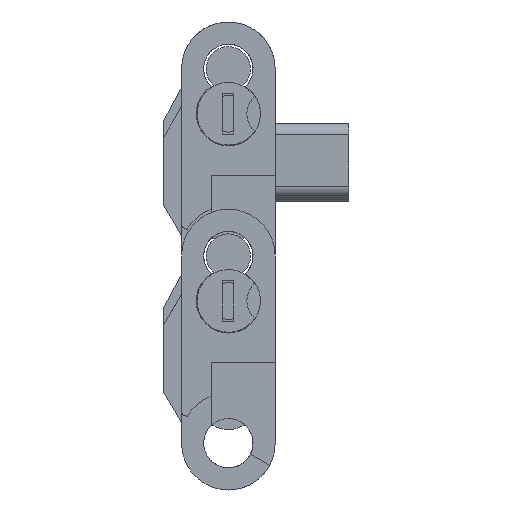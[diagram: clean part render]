
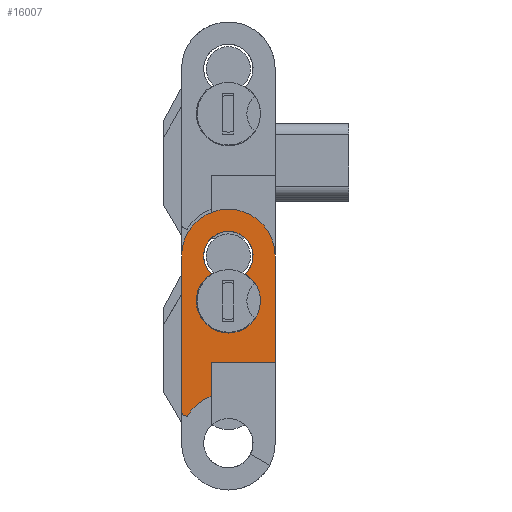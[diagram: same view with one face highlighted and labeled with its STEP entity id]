
A CAD part, left-side view. The second image highlights one B-rep face of the part: STEP entity #16007.
In plain terms, the highlighted face is planar.
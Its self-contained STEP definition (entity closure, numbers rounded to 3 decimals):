
#1654 = CARTESIAN_POINT ( 'NONE',  ( -8.305, 5.6, -254.8 ) ) ;
#2277 = CARTESIAN_POINT ( 'NONE',  ( -12.7, 0., -254.8 ) ) ;
#2374 = FACE_BOUND ( 'NONE', #15404, .T. ) ;
#2814 = VERTEX_POINT ( 'NONE', #43132 ) ;
#2938 = CARTESIAN_POINT ( 'NONE',  ( 9.055, 5.601, -254.8 ) ) ;
#3253 = VECTOR ( 'NONE', #16933, 1000. ) ;
#3265 = ORIENTED_EDGE ( 'NONE', *, *, #43457, .F. ) ;
#3418 = CIRCLE ( 'NONE', #28996, 3.35 ) ;
#4539 = AXIS2_PLACEMENT_3D ( 'NONE', #2277, #24860, #14169 ) ;
#4805 = CARTESIAN_POINT ( 'NONE',  ( -12.7, 0., -254.8 ) ) ;
#6091 = EDGE_CURVE ( 'NONE', #42594, #13583, #16547, .T. ) ;
#8021 = CARTESIAN_POINT ( 'NONE',  ( -10.281, -2.318, -254.8 ) ) ;
#9992 = CIRCLE ( 'NONE', #4539, 3.35 ) ;
#10035 = CARTESIAN_POINT ( 'NONE',  ( -16.05, 0., -254.8 ) ) ;
#10196 = DIRECTION ( 'NONE',  ( -1., 0., 0. ) ) ;
#10509 = DIRECTION ( 'NONE',  ( 1., 0., 0. ) ) ;
#12192 = VECTOR ( 'NONE', #29422, 1000. ) ;
#12217 = ORIENTED_EDGE ( 'NONE', *, *, #15865, .T. ) ;
#13028 = VERTEX_POINT ( 'NONE', #36629 ) ;
#13511 = CARTESIAN_POINT ( 'NONE',  ( -5.4, -6.35, -254.8 ) ) ;
#13583 = VERTEX_POINT ( 'NONE', #35535 ) ;
#14169 = DIRECTION ( 'NONE',  ( 1., 0., 0. ) ) ;
#15404 = EDGE_LOOP ( 'NONE', ( #16106, #20832, #12217 ) ) ;
#15865 = EDGE_CURVE ( 'NONE', #42080, #45542, #3418, .T. ) ;
#15998 = VECTOR ( 'NONE', #28318, 1000. ) ;
#16007 = ADVANCED_FACE ( 'NONE', ( #43163, #2374 ), #21315, .F. ) ;
#16106 = ORIENTED_EDGE ( 'NONE', *, *, #43125, .T. ) ;
#16547 = CIRCLE ( 'NONE', #19659, 6.35 ) ;
#16749 = ORIENTED_EDGE ( 'NONE', *, *, #20377, .F. ) ;
#16933 = DIRECTION ( 'NONE',  ( 1., 0., 0. ) ) ;
#17325 = CARTESIAN_POINT ( 'NONE',  ( 8.305, 6.35, -254.8 ) ) ;
#18165 = ORIENTED_EDGE ( 'NONE', *, *, #6091, .F. ) ;
#18738 = LINE ( 'NONE', #33521, #12192 ) ;
#18914 = AXIS2_PLACEMENT_3D ( 'NONE', #1654, #43396, #20351 ) ;
#18949 = DIRECTION ( 'NONE',  ( -1., 0., 0. ) ) ;
#19623 = DIRECTION ( 'NONE',  ( 0., 0., 1. ) ) ;
#19659 = AXIS2_PLACEMENT_3D ( 'NONE', #33808, #45238, #26777 ) ;
#19958 = EDGE_CURVE ( 'NONE', #35660, #42080, #9992, .T. ) ;
#20351 = DIRECTION ( 'NONE',  ( 1., 0., 0. ) ) ;
#20377 = EDGE_CURVE ( 'NONE', #28528, #42594, #22383, .T. ) ;
#20832 = ORIENTED_EDGE ( 'NONE', *, *, #19958, .T. ) ;
#21043 = LINE ( 'NONE', #13511, #15998 ) ;
#21315 = PLANE ( 'NONE',  #18914 ) ;
#21843 = AXIS2_PLACEMENT_3D ( 'NONE', #24043, #38818, #27912 ) ;
#22383 = LINE ( 'NONE', #37381, #37152 ) ;
#23258 = LINE ( 'NONE', #23746, #3253 ) ;
#23746 = CARTESIAN_POINT ( 'NONE',  ( -8.305, 2.35, -254.8 ) ) ;
#24043 = CARTESIAN_POINT ( 'NONE',  ( -6.6, 0., -254.8 ) ) ;
#24860 = DIRECTION ( 'NONE',  ( 0., 0., 1. ) ) ;
#25074 = CARTESIAN_POINT ( 'NONE',  ( -10.281, 2.318, -254.8 ) ) ;
#26164 = AXIS2_PLACEMENT_3D ( 'NONE', #39336, #32300, #10196 ) ;
#26254 = EDGE_CURVE ( 'NONE', #13583, #13028, #21043, .T. ) ;
#26777 = DIRECTION ( 'NONE',  ( 1., 0., 0. ) ) ;
#27912 = DIRECTION ( 'NONE',  ( 1., 0., 0. ) ) ;
#28318 = DIRECTION ( 'NONE',  ( 1., 0., 0. ) ) ;
#28528 = VERTEX_POINT ( 'NONE', #17325 ) ;
#28732 = CARTESIAN_POINT ( 'NONE',  ( 12.45, 0., -254.8 ) ) ;
#28996 = AXIS2_PLACEMENT_3D ( 'NONE', #4805, #19623, #38539 ) ;
#29422 = DIRECTION ( 'NONE',  ( 0., -1., 0. ) ) ;
#30341 = EDGE_CURVE ( 'NONE', #34603, #28528, #34754, .T. ) ;
#30787 = CARTESIAN_POINT ( 'NONE',  ( 6.336, 2.35, -254.8 ) ) ;
#32300 = DIRECTION ( 'NONE',  ( 0., 0., 1. ) ) ;
#32594 = DIRECTION ( 'NONE',  ( 0., 0., -1. ) ) ;
#33521 = CARTESIAN_POINT ( 'NONE',  ( 1.75, 5.6, -254.8 ) ) ;
#33808 = CARTESIAN_POINT ( 'NONE',  ( -12.7, 0., -254.8 ) ) ;
#34603 = VERTEX_POINT ( 'NONE', #2938 ) ;
#34754 = CIRCLE ( 'NONE', #26164, 0.75 ) ;
#34758 = VERTEX_POINT ( 'NONE', #30787 ) ;
#35317 = AXIS2_PLACEMENT_3D ( 'NONE', #28732, #32594, #10509 ) ;
#35535 = CARTESIAN_POINT ( 'NONE',  ( -12.7, -6.35, -254.8 ) ) ;
#35660 = VERTEX_POINT ( 'NONE', #25074 ) ;
#36629 = CARTESIAN_POINT ( 'NONE',  ( 1.75, -6.35, -254.8 ) ) ;
#37152 = VECTOR ( 'NONE', #18949, 1000. ) ;
#37338 = ORIENTED_EDGE ( 'NONE', *, *, #38728, .T. ) ;
#37381 = CARTESIAN_POINT ( 'NONE',  ( -8.305, 6.35, -254.8 ) ) ;
#38539 = DIRECTION ( 'NONE',  ( 1., 0., 0. ) ) ;
#38728 = EDGE_CURVE ( 'NONE', #2814, #13028, #18738, .T. ) ;
#38818 = DIRECTION ( 'NONE',  ( 0., 0., 1. ) ) ;
#39336 = CARTESIAN_POINT ( 'NONE',  ( 8.305, 5.6, -254.8 ) ) ;
#41246 = CARTESIAN_POINT ( 'NONE',  ( -12.7, 6.35, -254.8 ) ) ;
#42080 = VERTEX_POINT ( 'NONE', #10035 ) ;
#42280 = ORIENTED_EDGE ( 'NONE', *, *, #26254, .F. ) ;
#42306 = CIRCLE ( 'NONE', #35317, 6.55 ) ;
#42462 = ORIENTED_EDGE ( 'NONE', *, *, #30341, .F. ) ;
#42594 = VERTEX_POINT ( 'NONE', #41246 ) ;
#42723 = EDGE_LOOP ( 'NONE', ( #37338, #42280, #18165, #16749, #42462, #45068, #3265 ) ) ;
#42746 = CIRCLE ( 'NONE', #21843, 4.35 ) ;
#43125 = EDGE_CURVE ( 'NONE', #45542, #35660, #42746, .T. ) ;
#43132 = CARTESIAN_POINT ( 'NONE',  ( 1.75, 2.35, -254.8 ) ) ;
#43163 = FACE_OUTER_BOUND ( 'NONE', #42723, .T. ) ;
#43396 = DIRECTION ( 'NONE',  ( 0., 0., 1. ) ) ;
#43457 = EDGE_CURVE ( 'NONE', #2814, #34758, #23258, .T. ) ;
#45068 = ORIENTED_EDGE ( 'NONE', *, *, #47101, .F. ) ;
#45238 = DIRECTION ( 'NONE',  ( 0., 0., 1. ) ) ;
#45542 = VERTEX_POINT ( 'NONE', #8021 ) ;
#47101 = EDGE_CURVE ( 'NONE', #34758, #34603, #42306, .T. ) ;
